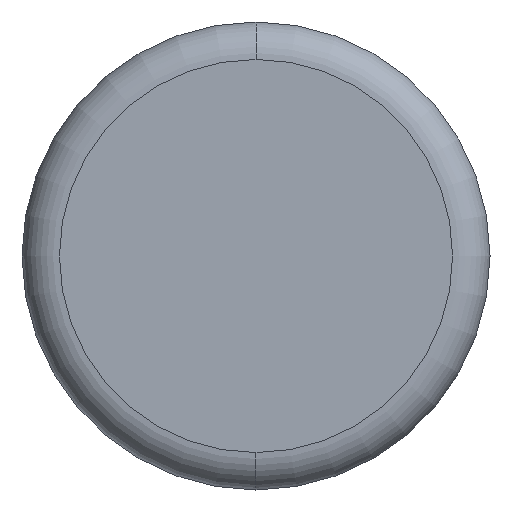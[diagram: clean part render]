
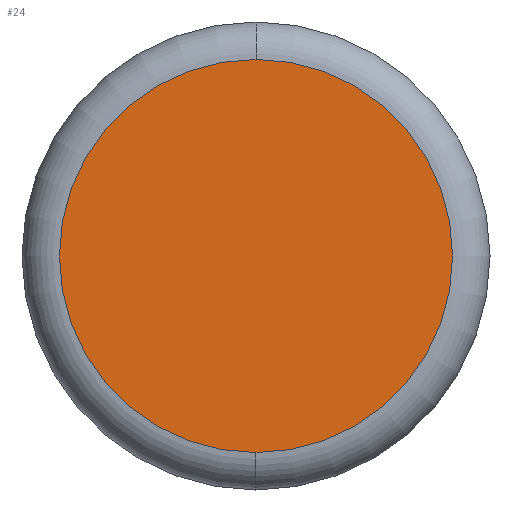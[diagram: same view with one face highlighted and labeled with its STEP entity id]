
A CAD part, front view. The second image highlights one B-rep face of the part: STEP entity #24.
In plain terms, the highlighted planar face has unit normal (0, -1, 0).
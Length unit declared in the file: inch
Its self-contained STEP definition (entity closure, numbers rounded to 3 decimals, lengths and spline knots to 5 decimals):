
#16 = CARTESIAN_POINT ( 'NONE',  ( 0., 0., 0. ) ) ;
#24 = ADVANCED_FACE ( 'NONE', ( #190 ), #180, .T. ) ;
#54 = VERTEX_POINT ( 'NONE', #327 ) ;
#55 = VERTEX_POINT ( 'NONE', #139 ) ;
#70 = CIRCLE ( 'NONE', #147, 0.0525 ) ;
#118 = EDGE_LOOP ( 'NONE', ( #173, #283 ) ) ;
#120 = EDGE_CURVE ( 'NONE', #54, #55, #389, .T. ) ;
#137 = EDGE_CURVE ( 'NONE', #55, #54, #70, .T. ) ;
#139 = CARTESIAN_POINT ( 'NONE',  ( 0., 0., -0.0525 ) ) ;
#147 = AXIS2_PLACEMENT_3D ( 'NONE', #384, #361, #330 ) ;
#173 = ORIENTED_EDGE ( 'NONE', *, *, #137, .T. ) ;
#180 = PLANE ( 'NONE',  #258 ) ;
#185 = AXIS2_PLACEMENT_3D ( 'NONE', #260, #387, #217 ) ;
#190 = FACE_OUTER_BOUND ( 'NONE', #118, .T. ) ;
#198 = DIRECTION ( 'NONE',  ( 0., -1., 0. ) ) ;
#217 = DIRECTION ( 'NONE',  ( 0., 0., -1. ) ) ;
#258 = AXIS2_PLACEMENT_3D ( 'NONE', #16, #198, #328 ) ;
#260 = CARTESIAN_POINT ( 'NONE',  ( 0., 0., 0. ) ) ;
#283 = ORIENTED_EDGE ( 'NONE', *, *, #120, .T. ) ;
#327 = CARTESIAN_POINT ( 'NONE',  ( 0., 0., 0.0525 ) ) ;
#328 = DIRECTION ( 'NONE',  ( 0., 0., -1. ) ) ;
#330 = DIRECTION ( 'NONE',  ( 0., 0., -1. ) ) ;
#361 = DIRECTION ( 'NONE',  ( 0., -1., 0. ) ) ;
#384 = CARTESIAN_POINT ( 'NONE',  ( 0., 0., 0. ) ) ;
#387 = DIRECTION ( 'NONE',  ( 0., -1., 0. ) ) ;
#389 = CIRCLE ( 'NONE', #185, 0.0525 ) ;
